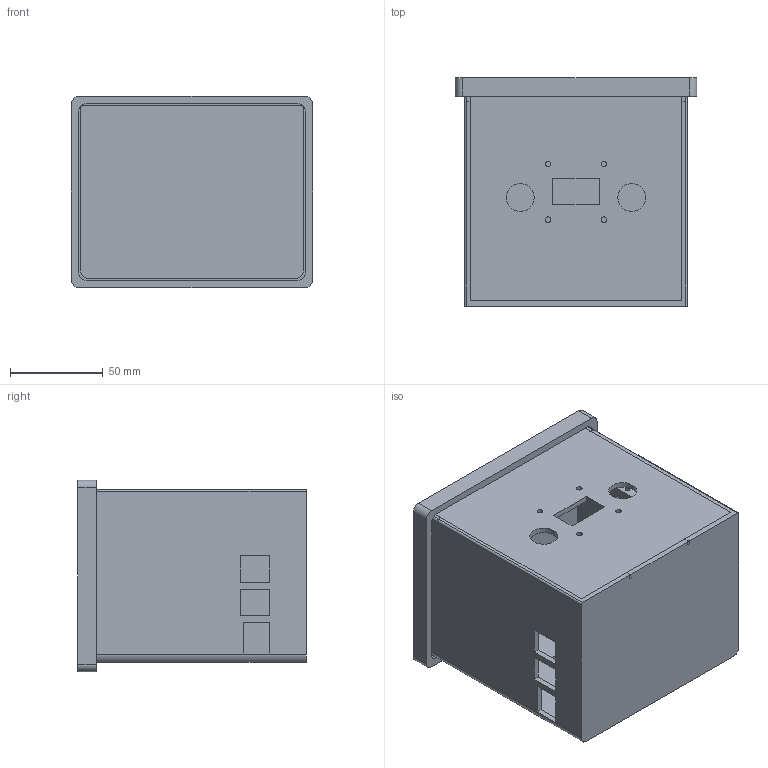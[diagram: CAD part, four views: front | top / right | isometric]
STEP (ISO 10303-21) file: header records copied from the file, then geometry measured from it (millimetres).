
FILE_DESCRIPTION (( 'STEP AP203' ), '1' );
FILE_NAME ('depth_camera_support.STEP', '2024-08-01T09:46:56', ( '' ), ( '' ), 'SwSTEP 2.0', 'SolidWorks 2024', '' );
FILE_SCHEMA (( 'CONFIG_CONTROL_DESIGN' ));
Length unit declared in the file: millimetre
Products named in the file (4): depth_camera_support; couvercle_boite; Boite_raspberry; Face avant
Assembly tree (3 placements, depth 2):
  depth_camera_support
    Boite_raspberry
    Face avant
    couvercle_boite
Bounding box: 130 x 123 x 103 mm (x, y, z)
Volume: 239280.1 mm3; surface area: 160177.8 mm2
Topology: 3 solids, 3 shells, 171 faces, 438 edges, 292 vertices
Faces by surface type: plane 89, cylinder 82
Entity records: 5754 total; most frequent: DIRECTION 956, CARTESIAN_POINT 907, ORIENTED_EDGE 876, EDGE_CURVE 438, AXIS2_PLACEMENT_3D 341, VERTEX_POINT 292, VECTOR 274, LINE 274
